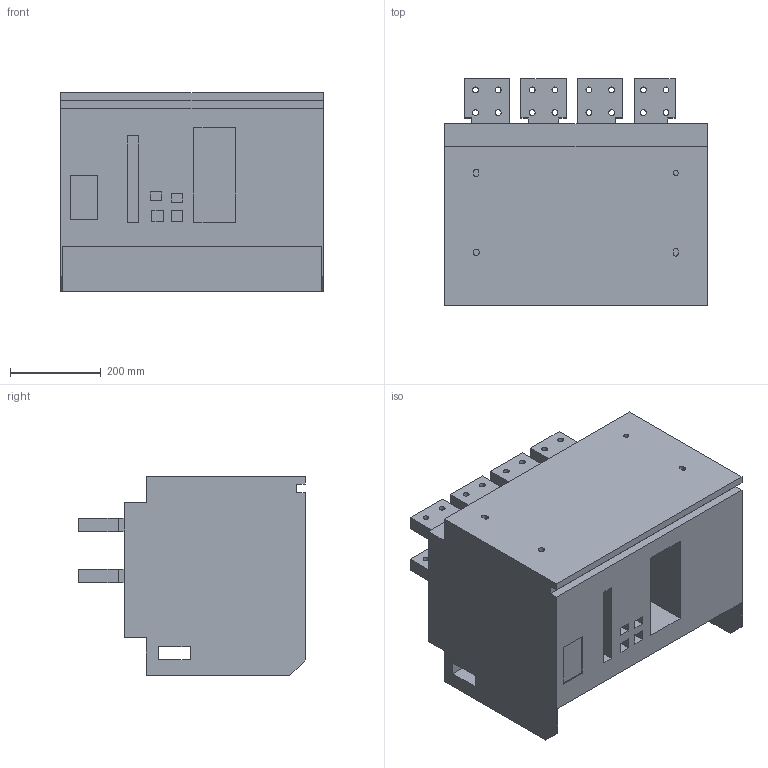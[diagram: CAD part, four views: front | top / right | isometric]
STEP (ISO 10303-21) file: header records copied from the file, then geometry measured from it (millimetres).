
FILE_DESCRIPTION((''),'2;1');
FILE_NAME('NXA32-C-3200-4L','2019-04-25T',('wqli'),(''),'CREO PARAMETRIC BY PTC INC, 2015480','CREO PARAMETRIC BY PTC INC, 2015480','');
FILE_SCHEMA(('CONFIG_CONTROL_DESIGN'));
Length unit declared in the file: millimetre
Products named in the file (1): NXA32-C-3200-4L
Bounding box: 578 x 499.5 x 438.5 mm (x, y, z)
Volume: 89622742.8 mm3; surface area: 1839551.9 mm2
Topology: 1 solids, 1 shells, 199 faces, 534 edges, 356 vertices
Faces by surface type: plane 127, cylinder 72
Entity records: 6402 total; most frequent: CARTESIAN_POINT 1089, DIRECTION 1076, ORIENTED_EDGE 1068, EDGE_CURVE 534, VECTOR 390, LINE 390, VERTEX_POINT 356, AXIS2_PLACEMENT_3D 343
